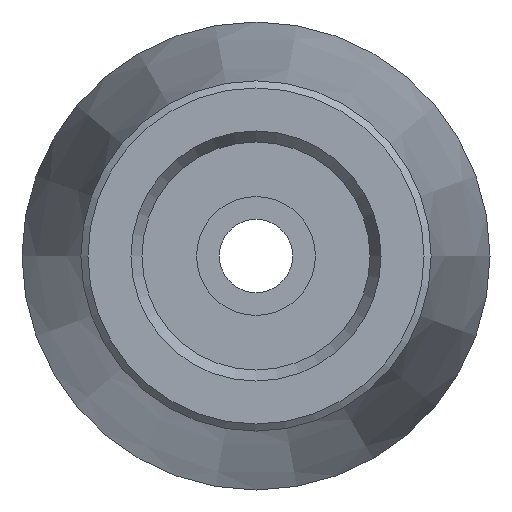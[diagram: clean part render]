
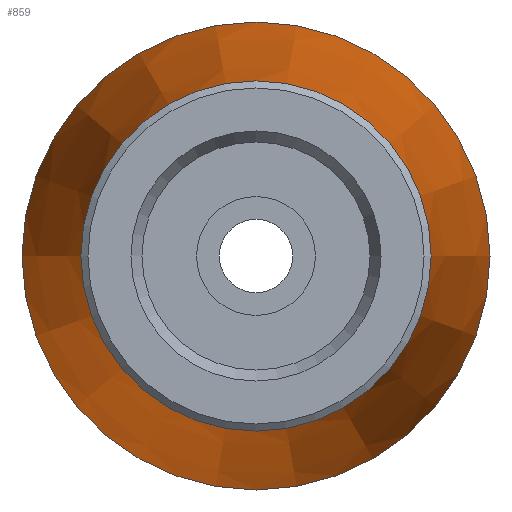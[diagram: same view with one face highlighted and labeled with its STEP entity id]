
A CAD part, left-side view. The second image highlights one B-rep face of the part: STEP entity #859.
In plain terms, the highlighted conical face has half-angle 8 degrees and reference radius 14.167 mm.
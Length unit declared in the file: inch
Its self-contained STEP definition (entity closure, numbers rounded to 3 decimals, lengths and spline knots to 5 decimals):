
#129=FACE_OUTER_BOUND('',#199,.T.);
#199=EDGE_LOOP('',(#704,#705,#706,#707));
#261=LINE('',#1500,#307);
#307=VECTOR('',#1218,0.55775);
#360=CIRCLE('',#981,0.638);
#361=CIRCLE('',#983,0.4775);
#434=VERTEX_POINT('',#1495);
#435=VERTEX_POINT('',#1499);
#528=EDGE_CURVE('',#434,#434,#360,.T.);
#530=EDGE_CURVE('',#434,#435,#261,.T.);
#531=EDGE_CURVE('',#435,#435,#361,.T.);
#704=ORIENTED_EDGE('',*,*,#528,.F.);
#705=ORIENTED_EDGE('',*,*,#530,.T.);
#706=ORIENTED_EDGE('',*,*,#531,.T.);
#707=ORIENTED_EDGE('',*,*,#530,.F.);
#815=CONICAL_SURFACE('',#982,0.55775,0.14);
#859=ADVANCED_FACE('',(#129),#815,.T.);
#981=AXIS2_PLACEMENT_3D('',#1496,#1213,#1214);
#982=AXIS2_PLACEMENT_3D('',#1498,#1216,#1217);
#983=AXIS2_PLACEMENT_3D('',#1501,#1219,#1220);
#1213=DIRECTION('center_axis',(1.,0.,0.));
#1214=DIRECTION('ref_axis',(0.,0.,-1.));
#1216=DIRECTION('center_axis',(1.,0.,0.));
#1217=DIRECTION('ref_axis',(0.,1.,0.));
#1218=DIRECTION('',(-0.99,0.139,0.));
#1219=DIRECTION('center_axis',(1.,0.,0.));
#1220=DIRECTION('ref_axis',(0.,0.,-1.));
#1495=CARTESIAN_POINT('',(1.15885,-0.638,0.));
#1496=CARTESIAN_POINT('Origin',(1.15885,0.,0.));
#1498=CARTESIAN_POINT('Origin',(0.58784,0.,0.));
#1499=CARTESIAN_POINT('',(0.01683,-0.4775,0.));
#1500=CARTESIAN_POINT('',(0.58784,-0.55775,0.));
#1501=CARTESIAN_POINT('Origin',(0.01683,0.,0.));
